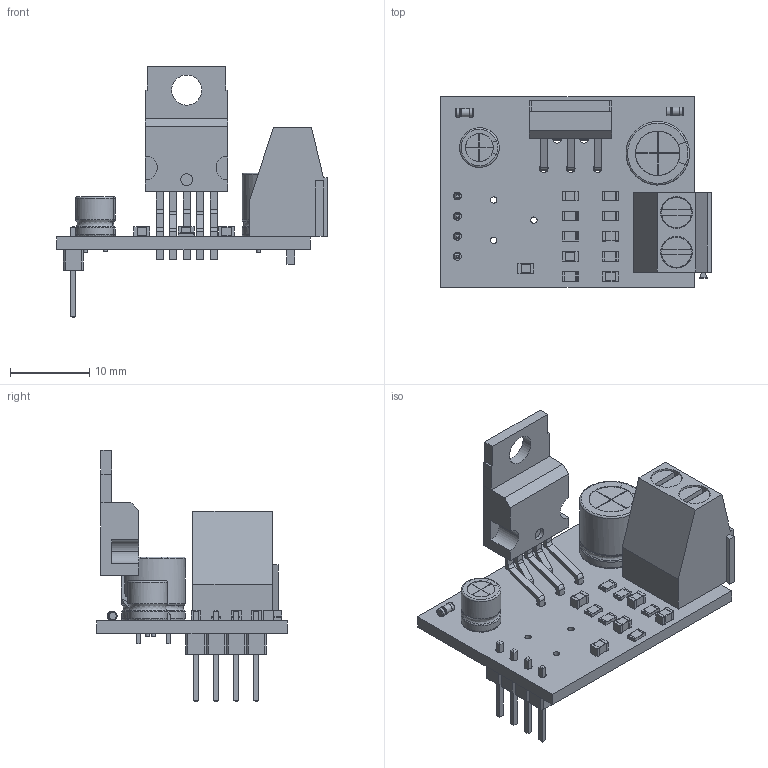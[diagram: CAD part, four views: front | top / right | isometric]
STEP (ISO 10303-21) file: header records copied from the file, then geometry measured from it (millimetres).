
FILE_DESCRIPTION(('KiCad electronic assembly'),'2;1');
FILE_NAME('tda2030a.step','2021-12-21T23:57:48',('An Author'),( 'A Company'),'Open CASCADE STEP processor 7.4', 'KiCad to STEP converter','Unknown');
FILE_SCHEMA(('AUTOMOTIVE_DESIGN { 1 0 10303 214 1 1 1 1 }'));
Length unit declared in the file: millimetre
Products named in the file (18): Open CASCADE STEP translator 7.4 1; C_0805_2012Metric; SOLID; D_MicroMELF; PinHeader_1x04_P2.54mm_Vertical; TerminalBlock_Phoenix_MKDS-1,5-2_1x02_P5.00mm_Horizontal; R_0805_2012Metric; TO-220-5_P3.4x3.7mm_StaggerOdd_Lead3.8mm_Vertical; CP_Radial_D5.0mm_P2.50mm; CP_Radial_D8.0mm_P3.80mm; COMPOUND
Assembly tree (27 placements, depth 3):
  Open CASCADE STEP translator 7.4 1
    C_0805_2012Metric  x5
      SOLID
    D_MicroMELF  x2
      SOLID
    PinHeader_1x04_P2.54mm_Vertical
      SOLID
    TerminalBlock_Phoenix_MKDS-1,5-2_1x02_P5.00mm_Horizontal
      SOLID
    R_0805_2012Metric  x6
      SOLID
    TO-220-5_P3.4x3.7mm_StaggerOdd_Lead3.8mm_Vertical
      SOLID
    CP_Radial_D5.0mm_P2.50mm
      SOLID
    CP_Radial_D8.0mm_P3.80mm
      SOLID
    COMPOUND
Bounding box: 34.14 x 24 x 31.69 mm (x, y, z)
Volume: 3322.9 mm3; surface area: 4662.5 mm2
Topology: 19 solids, 21 shells, 727 faces, 1824 edges, 1180 vertices
Faces by surface type: plane 493, cylinder 193, bspline 22, revolution 15, torus 4
Full cylindrical faces by diameter (mm): 0.5 x4, 0.8 x7, 1 x4, 1.05 x4, 1.07 x2, 1.1 x9, 1.3 x2, 1.5 x1, 3.8 x3, 4 x2
Entity records: 35743 total; most frequent: CARTESIAN_POINT 8413, DIRECTION 4475, LINE 2827, VECTOR 2827, ORIENTED_EDGE 2354, PCURVE 2354, DEFINITIONAL_REPRESENTATION 2354, EDGE_CURVE 1177
